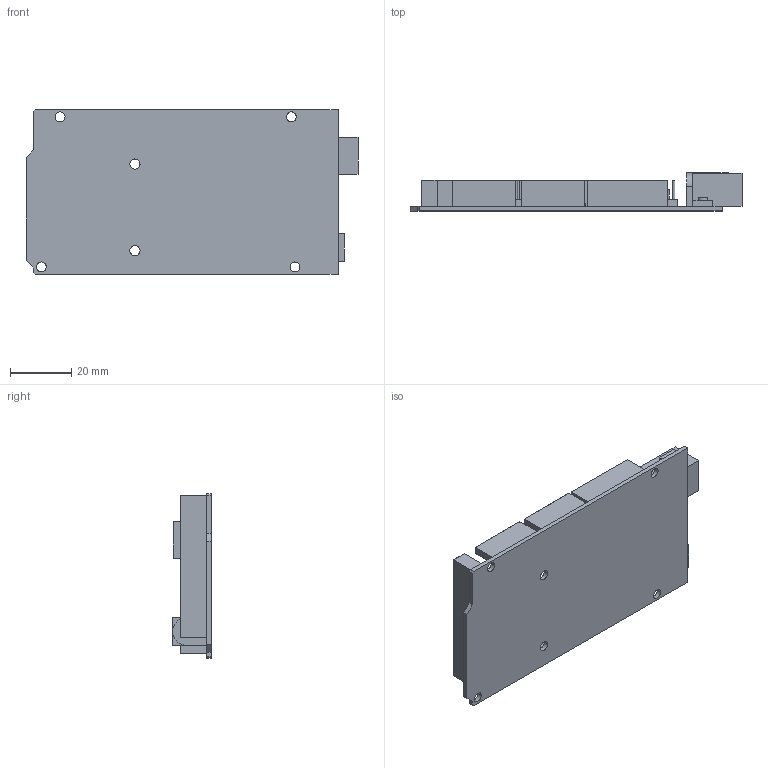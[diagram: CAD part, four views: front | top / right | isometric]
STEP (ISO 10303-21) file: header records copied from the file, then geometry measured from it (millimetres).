
FILE_DESCRIPTION((''),'2;1');
FILE_NAME('PCB0627','2019-06-27T18:29:00',('Administrator'),(''),'CREO PARAMETRIC BY PTC INC, 2017260','CREO PARAMETRIC BY PTC INC, 2017260','');
FILE_SCHEMA(('AUTOMOTIVE_DESIGN { 1 0 10303 214 1 1 1 1 }'));
Length unit declared in the file: millimetre
Products named in the file (1): PCB0627
Bounding box: 108 x 12.5 x 53.5 mm (x, y, z)
Volume: 16339.9 mm3; surface area: 18100.7 mm2
Topology: 1 solids, 1 shells, 921 faces, 2064 edges, 1257 vertices
Faces by surface type: plane 878, cylinder 43
Entity records: 31615 total; most frequent: CARTESIAN_POINT 4253, ORIENTED_EDGE 4128, DIRECTION 4006, PRESENTATION_STYLE_ASSIGNMENT 2117, STYLED_ITEM 2065, CURVE_STYLE 2064, EDGE_CURVE 2064, VECTOR 1977
